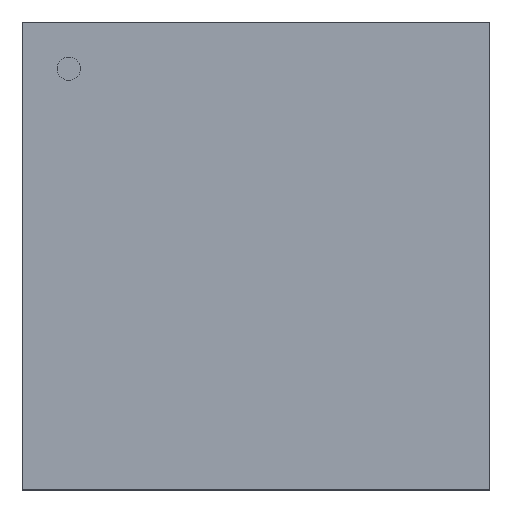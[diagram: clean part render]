
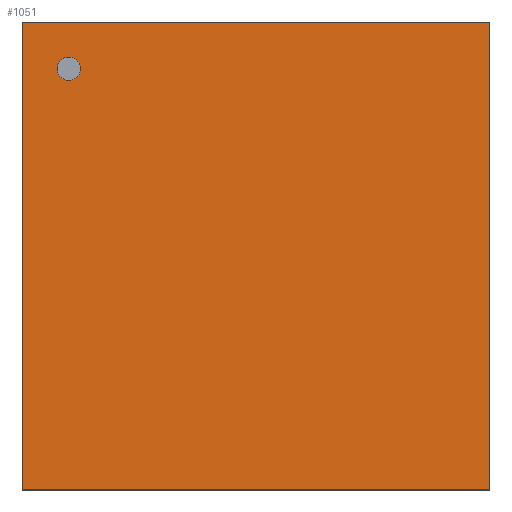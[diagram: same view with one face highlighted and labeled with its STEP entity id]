
A CAD part, top view. The second image highlights one B-rep face of the part: STEP entity #1051.
In plain terms, the highlighted planar face has unit normal (0, 0, 1).
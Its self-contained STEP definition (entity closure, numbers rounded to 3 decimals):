
#827=CARTESIAN_POINT('',(1.588,-1.588,0.508));
#826=VERTEX_POINT('',#827);
#837=CARTESIAN_POINT('',(-1.588,-1.588,0.508));
#836=VERTEX_POINT('',#837);
#835=EDGE_CURVE('',#836,#826,#840,.T.);
#840=LINE('',#837,#842);
#842=VECTOR('',#843,3.175);
#843=DIRECTION('',(1.0,0.0,0.0));
#876=CARTESIAN_POINT('',(1.588,1.588,0.508));
#875=VERTEX_POINT('',#876);
#884=EDGE_CURVE('',#826,#875,#889,.T.);
#889=LINE('',#827,#891);
#891=VECTOR('',#892,3.175);
#892=DIRECTION('',(0.0,1.0,0.0));
#925=CARTESIAN_POINT('',(-1.588,1.588,0.508));
#924=VERTEX_POINT('',#925);
#933=EDGE_CURVE('',#875,#924,#938,.T.);
#938=LINE('',#876,#940);
#940=VECTOR('',#941,3.175);
#941=DIRECTION('',(-1.0,0.0,0.0));
#982=EDGE_CURVE('',#924,#836,#987,.T.);
#987=LINE('',#925,#989);
#989=VECTOR('',#990,3.175);
#990=DIRECTION('',(0.0,-1.0,0.0));
#1051=ADVANCED_FACE('',(#1057),#1052,.T.);
#1052=PLANE('',#1053);
#1053=AXIS2_PLACEMENT_3D('',#1054,#1055,#1056);
#1054=CARTESIAN_POINT('',(-1.588,-1.588,0.508));
#1055=DIRECTION('',(0.0,0.0,1.0));
#1056=DIRECTION('',(0.,1.,0.));
#1057=FACE_OUTER_BOUND('',#1058,.T.);
#1058=EDGE_LOOP('',(#1059,#1069,#1079,#1089));
#1059=ORIENTED_EDGE('',*,*,#835,.T.);
#1069=ORIENTED_EDGE('',*,*,#884,.T.);
#1079=ORIENTED_EDGE('',*,*,#933,.T.);
#1089=ORIENTED_EDGE('',*,*,#982,.T.);
